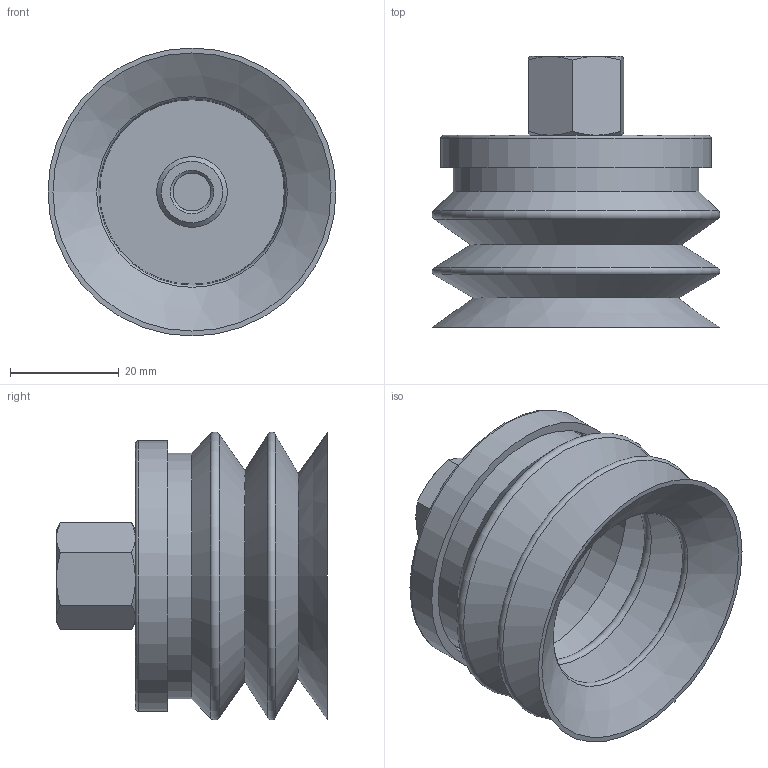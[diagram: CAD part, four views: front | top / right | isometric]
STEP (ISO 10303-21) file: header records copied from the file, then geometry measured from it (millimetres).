
FILE_DESCRIPTION(/* description */ (''),/* implementation_level */ '2;1');
FILE_NAME(/* name */ 'vf55sb.stp',/* time_stamp */ '2022-11-22T12:27:57+01:00',/* author */ ('Enginyeria2'),/* organization */ (''),/* preprocessor_version */ 'ST-DEVELOPER v17',/* originating_system */ 'Autodesk Inventor 2019',/* authorisation */ '');
FILE_SCHEMA (('AUTOMOTIVE_DESIGN { 1 0 10303 214 3 1 1 }'));
Length unit declared in the file: millimetre
Products named in the file (1): Pieza19
Bounding box: 53 x 49.87 x 53 mm (x, y, z)
Volume: 20039.4 mm3; surface area: 21422.2 mm2
Topology: 2 solids, 2 shells, 59 faces, 161 edges, 111 vertices
Faces by surface type: cone 30, plane 15, cylinder 8, torus 6
Full cylindrical faces by diameter (mm): 7 x2, 11.4 x1, 13 x2, 45.148 x1, 46.399 x1, 49.782 x1
Entity records: 2008 total; most frequent: CARTESIAN_POINT 380, DIRECTION 362, ORIENTED_EDGE 322, AXIS2_PLACEMENT_3D 165, EDGE_CURVE 161, VERTEX_POINT 111, CIRCLE 105, EDGE_LOOP 66
